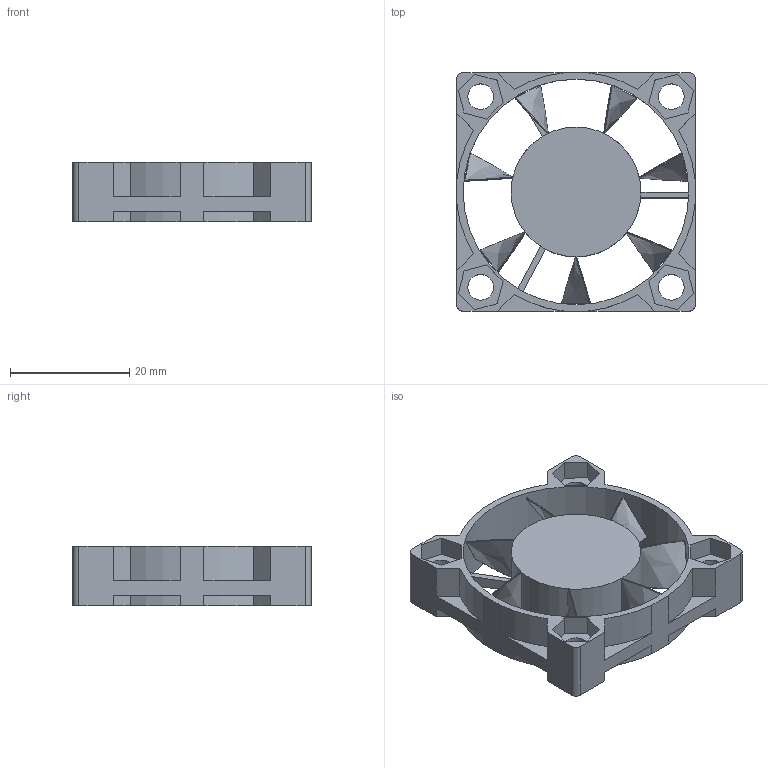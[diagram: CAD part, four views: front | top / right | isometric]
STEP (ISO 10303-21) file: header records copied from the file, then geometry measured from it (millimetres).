
FILE_DESCRIPTION (( 'STEP AP214' ), '1' );
FILE_NAME ('FD6D5725-FAD9-4788-89C4-3F6F4C4F1904.STEP', '2022-10-01T21:54:24', ( '' ), ( '' ), 'SwSTEP 2.0', 'SolidWorks 2022', '' );
FILE_SCHEMA (( 'AUTOMOTIVE_DESIGN' ));
Length unit declared in the file: millimetre
Products named in the file (1): FD6D5725-FAD9-4788-89C4-3F6F4C4F1904
Bounding box: 40 x 40 x 10 mm (x, y, z)
Volume: 6696.5 mm3; surface area: 7693.9 mm2
Topology: 10 solids, 10 shells, 269 faces, 667 edges, 426 vertices
Faces by surface type: plane 118, bspline 112, cylinder 39
Entity records: 12148 total; most frequent: CARTESIAN_POINT 4919, ORIENTED_EDGE 1334, DIRECTION 921, EDGE_CURVE 667, VERTEX_POINT 426, LINE 337, VECTOR 337, AXIS2_PLACEMENT_3D 292
